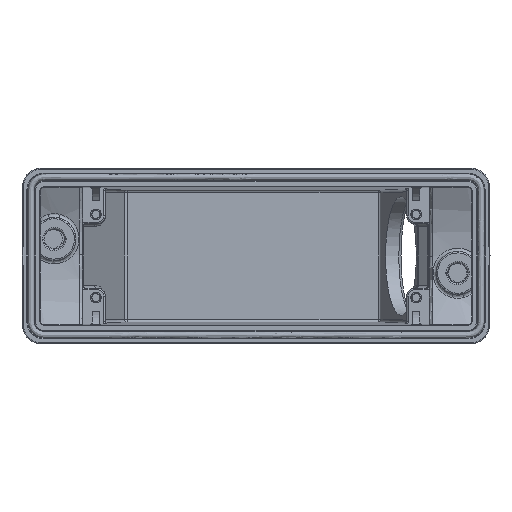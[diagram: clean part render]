
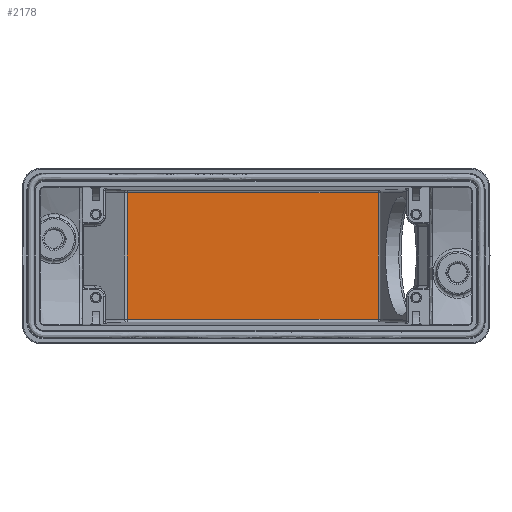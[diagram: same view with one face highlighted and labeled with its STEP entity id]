
A CAD part, front view. The second image highlights one B-rep face of the part: STEP entity #2178.
In plain terms, the highlighted planar face has unit normal (0, -1, 0).
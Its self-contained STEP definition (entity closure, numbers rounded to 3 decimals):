
#268=PLANE('',#8596);
#990=LINE('',#12777,#1576);
#992=LINE('',#12784,#1578);
#994=LINE('',#12794,#1580);
#995=LINE('',#12796,#1581);
#1576=VECTOR('',#9673,1.);
#1578=VECTOR('',#9685,1.);
#1580=VECTOR('',#9697,1.);
#1581=VECTOR('',#9700,1.);
#2178=ADVANCED_FACE('',(#2684),#268,.F.);
#2684=FACE_OUTER_BOUND('',#3149,.T.);
#3149=EDGE_LOOP('',(#4152,#4153,#4154,#4155));
#4152=ORIENTED_EDGE('',*,*,#7102,.T.);
#4153=ORIENTED_EDGE('',*,*,#7098,.T.);
#4154=ORIENTED_EDGE('',*,*,#7108,.T.);
#4155=ORIENTED_EDGE('',*,*,#7107,.T.);
#6214=VERTEX_POINT('',#12770);
#6215=VERTEX_POINT('',#12774);
#6217=VERTEX_POINT('',#12785);
#6218=VERTEX_POINT('',#12791);
#7098=EDGE_CURVE('',#6215,#6214,#990,.T.);
#7102=EDGE_CURVE('',#6217,#6215,#992,.T.);
#7107=EDGE_CURVE('',#6218,#6217,#994,.T.);
#7108=EDGE_CURVE('',#6214,#6218,#995,.T.);
#8596=AXIS2_PLACEMENT_3D('',#12797,#9701,#9702);
#9673=DIRECTION('',(-1.,0.,0.));
#9685=DIRECTION('',(0.,0.,1.));
#9697=DIRECTION('',(1.,0.,0.));
#9700=DIRECTION('',(0.,0.,-1.));
#9701=DIRECTION('',(0.,1.,0.));
#9702=DIRECTION('',(-1.,0.,0.));
#12770=CARTESIAN_POINT('',(-41.748,95.,20.51));
#12774=CARTESIAN_POINT('',(39.677,95.,20.51));
#12777=CARTESIAN_POINT('',(39.677,95.,20.51));
#12784=CARTESIAN_POINT('',(39.677,95.,-20.51));
#12785=CARTESIAN_POINT('',(39.677,95.,-20.51));
#12791=CARTESIAN_POINT('',(-41.748,95.,-20.51));
#12794=CARTESIAN_POINT('',(-41.748,95.,-20.51));
#12796=CARTESIAN_POINT('',(-41.748,95.,20.51));
#12797=CARTESIAN_POINT('',(40.444,95.,-21.5));
